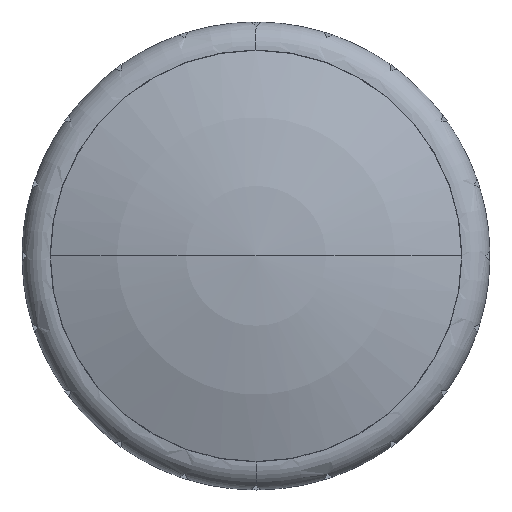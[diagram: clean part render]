
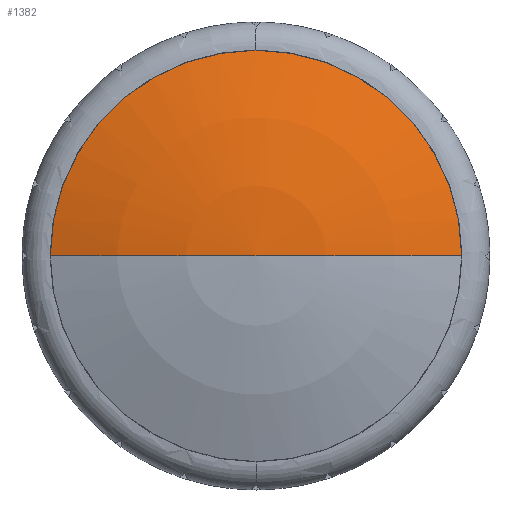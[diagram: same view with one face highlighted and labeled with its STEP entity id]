
A CAD part, top view. The second image highlights one B-rep face of the part: STEP entity #1382.
In plain terms, the highlighted spherical face has radius 31.178 mm.
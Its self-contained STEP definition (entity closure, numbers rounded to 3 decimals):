
#1320=EDGE_CURVE('',#1438,#1392,#2873,.T.);
#1366=EDGE_CURVE('',#1468,#1392,#2924,.T.);
#1382=ADVANCED_FACE('',(#2943),#2944,.T.);
#1392=VERTEX_POINT('',#2957);
#1410=EDGE_CURVE('',#1468,#1438,#2976,.T.);
#1438=VERTEX_POINT('',#3004);
#1468=VERTEX_POINT('',#3038);
#2873=CIRCLE('',#4869,31.178);
#2924=CIRCLE('',#4973,10.987);
#2943=FACE_OUTER_BOUND('',#4997,.T.);
#2944=SPHERICAL_SURFACE('',#4998,31.178);
#2957=CARTESIAN_POINT('',(-10.987,0.,18.0));
#2976=CIRCLE('',#5062,31.178);
#3004=CARTESIAN_POINT('',(0.0,0.0,20.0));
#3038=CARTESIAN_POINT('',(10.987,0.,18.0));
#4869=AXIS2_PLACEMENT_3D('',#7381,#7382,#7383);
#4973=AXIS2_PLACEMENT_3D('',#7436,#7437,#7438);
#4997=EDGE_LOOP('',(#7468,#7469,#7470));
#4998=AXIS2_PLACEMENT_3D('',#7471,#7472,#7473);
#5062=AXIS2_PLACEMENT_3D('',#7514,#7515,#7516);
#7381=CARTESIAN_POINT('',(0.0,0.0,-11.178));
#7382=DIRECTION('',(0.,-1.0,0.0));
#7383=DIRECTION('',(0.0,0.0,1.0));
#7436=CARTESIAN_POINT('',(0.0,0.,18.0));
#7437=DIRECTION('',(0.0,0.,1.0));
#7438=DIRECTION('',(0.0,1.0,0.));
#7468=ORIENTED_EDGE('',*,*,#1410,.F.);
#7469=ORIENTED_EDGE('',*,*,#1366,.T.);
#7470=ORIENTED_EDGE('',*,*,#1320,.F.);
#7471=CARTESIAN_POINT('',(0.0,0.0,-11.178));
#7472=DIRECTION('',(0.0,0.0,1.0));
#7473=DIRECTION('',(1.0,0.0,0.0));
#7514=CARTESIAN_POINT('',(0.0,0.0,-11.178));
#7515=DIRECTION('',(0.,-1.0,0.0));
#7516=DIRECTION('',(0.0,0.0,1.0));
